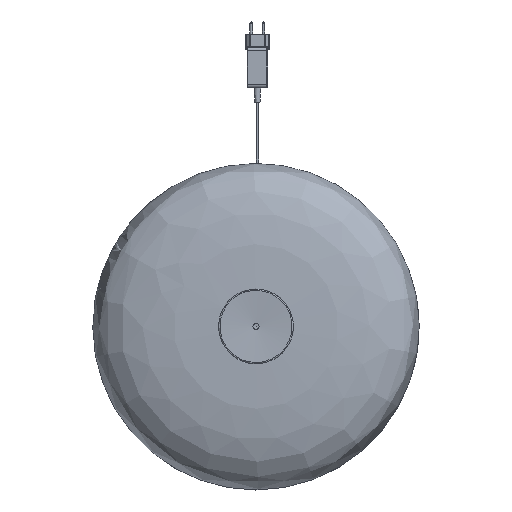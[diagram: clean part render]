
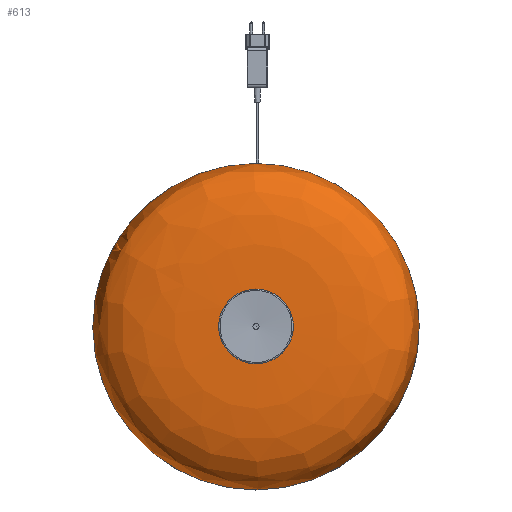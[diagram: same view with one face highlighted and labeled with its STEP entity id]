
A CAD part, top view. The second image highlights one B-rep face of the part: STEP entity #613.
In plain terms, the highlighted face is a revolution surface.
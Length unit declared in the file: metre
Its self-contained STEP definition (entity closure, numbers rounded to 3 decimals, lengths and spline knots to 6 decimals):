
#613 = ADVANCED_FACE( '', ( #1283, #1284 ), #1285, .F. );
#1283 = FACE_OUTER_BOUND( '', #2958, .T. );
#1284 = FACE_OUTER_BOUND( '', #2959, .T. );
#1285 = SURFACE_OF_REVOLUTION( '', #2960, #2961 );
#2958 = EDGE_LOOP( '', ( #6895 ) );
#2959 = EDGE_LOOP( '', ( #6896 ) );
#2960 = ( B_SPLINE_CURVE( 3, ( #6898, #6899, #6900, #6901, #6902, #6903, #6904, #6905, #6906, #6907, #6908, #6909, #6910 ), .UNSPECIFIED., .F., .F. )B_SPLINE_CURVE_WITH_KNOTS( ( 4, 3, 3, 3, 4 ), ( 0., 0.216605, 0.88164, 0.896148, 1. ), .UNSPECIFIED. )RATIONAL_B_SPLINE_CURVE( ( 0.875, 0.898, 0.94, 0.921, 0.864, 0.847, 0.863, 0.863, 0.863, 0.863, 0.865, 0.867, 0.867 ) )BOUNDED_CURVE(  )REPRESENTATION_ITEM( '' )GEOMETRIC_REPRESENTATION_ITEM(  )CURVE(  ) );
#2961 = AXIS1_PLACEMENT( '', #6917, #6918 );
#6895 = ORIENTED_EDGE( '', *, *, #9875, .F. );
#6896 = ORIENTED_EDGE( '', *, *, #9879, .T. );
#6898 = CARTESIAN_POINT( '', ( 0.053525, 0., -0.045119 ) );
#6899 = CARTESIAN_POINT( '', ( 0.056419, 0., -0.046881 ) );
#6900 = CARTESIAN_POINT( '', ( 0.059515, 0., -0.046594 ) );
#6901 = CARTESIAN_POINT( '', ( 0.087366, 0., -0.045776 ) );
#6902 = CARTESIAN_POINT( '', ( 0.180429, 0., -0.043046 ) );
#6903 = CARTESIAN_POINT( '', ( 0.214783, 0., -0.024765 ) );
#6904 = CARTESIAN_POINT( '', ( 0.228244, 0., -0.006814 ) );
#6905 = CARTESIAN_POINT( '', ( 0.236084, 0., 0.00364 ) );
#6906 = CARTESIAN_POINT( '', ( 0.239165, 0., 0.022976 ) );
#6907 = CARTESIAN_POINT( '', ( 0.239733, 0., 0.036868 ) );
#6908 = CARTESIAN_POINT( '', ( 0.239831, 0., 0.039256 ) );
#6909 = CARTESIAN_POINT( '', ( 0.239917, 0., 0.041979 ) );
#6910 = CARTESIAN_POINT( '', ( 0.24, 0., 0.045166 ) );
#6917 = CARTESIAN_POINT( '', ( 0., 0., -0.041334 ) );
#6918 = DIRECTION( '', ( 0., 0., -1. ) );
#9875 = EDGE_CURVE( '', #11240, #11240, #11241, .T. );
#9879 = EDGE_CURVE( '', #11248, #11248, #11249, .T. );
#11240 = VERTEX_POINT( '', #13713 );
#11241 = CIRCLE( '', #13714, 0.24 );
#11248 = VERTEX_POINT( '', #13721 );
#11249 = CIRCLE( '', #13722, 0.053743 );
#13713 = CARTESIAN_POINT( '', ( 0.24, 0., 0.045166 ) );
#13714 = AXIS2_PLACEMENT_3D( '', #19987, #19988, #19989 );
#13721 = CARTESIAN_POINT( '', ( 0.053743, 0., -0.045248 ) );
#13722 = AXIS2_PLACEMENT_3D( '', #19999, #20000, #20001 );
#19987 = CARTESIAN_POINT( '', ( 0., 0., 0.045166 ) );
#19988 = DIRECTION( '', ( 0., 0., 1. ) );
#19989 = DIRECTION( '', ( 1., 0., 0. ) );
#19999 = CARTESIAN_POINT( '', ( 0., 0., -0.045248 ) );
#20000 = DIRECTION( '', ( 0., 0., 1. ) );
#20001 = DIRECTION( '', ( 1., 0., 0. ) );
